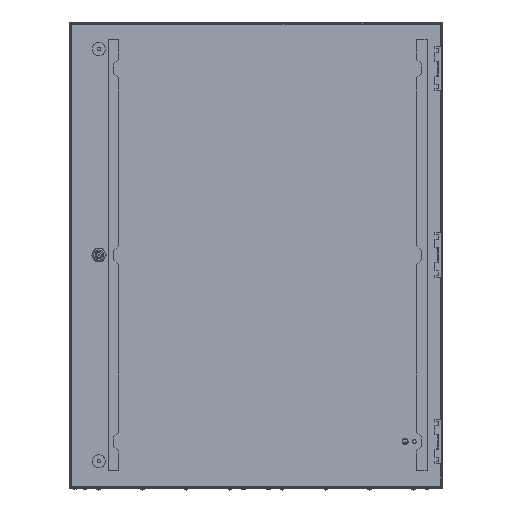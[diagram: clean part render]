
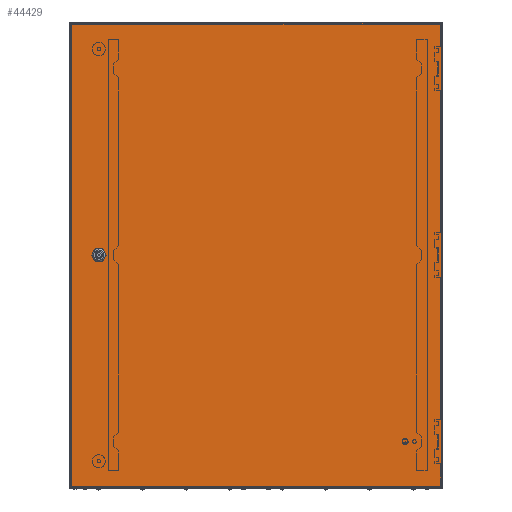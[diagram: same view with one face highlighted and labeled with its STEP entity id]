
A CAD part, top view. The second image highlights one B-rep face of the part: STEP entity #44429.
In plain terms, the highlighted planar face has unit normal (0, 0, 1).
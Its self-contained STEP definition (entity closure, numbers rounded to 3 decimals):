
#859 = CARTESIAN_POINT ( 'NONE',  ( 67.926, 510.05, 17. ) ) ;
#1367 = AXIS2_PLACEMENT_3D ( 'NONE', #61297, #24008, #43100 ) ;
#2223 = LINE ( 'NONE', #52794, #21316 ) ;
#3228 = CARTESIAN_POINT ( 'NONE',  ( 67.926, 489.95, 17. ) ) ;
#4432 = CIRCLE ( 'NONE', #32231, 11.25 ) ;
#5251 = DIRECTION ( 'NONE',  ( -1., 0., 0. ) ) ;
#5510 = EDGE_CURVE ( 'NONE', #35242, #29866, #26405, .T. ) ;
#5772 = CARTESIAN_POINT ( 'NONE',  ( 72.92, 505.056, 17. ) ) ;
#6756 = CIRCLE ( 'NONE', #27939, 11.25 ) ;
#7553 = EDGE_CURVE ( 'NONE', #81993, #44106, #54999, .T. ) ;
#7976 = CIRCLE ( 'NONE', #1367, 11.25 ) ;
#8647 = VECTOR ( 'NONE', #78551, 1000. ) ;
#12346 = CARTESIAN_POINT ( 'NONE',  ( 52.82, 494.944, 17. ) ) ;
#12734 = CARTESIAN_POINT ( 'NONE',  ( 57.814, 489.95, 17. ) ) ;
#13138 = VECTOR ( 'NONE', #46244, 1000. ) ;
#14676 = CARTESIAN_POINT ( 'NONE',  ( 796.87, 997., 17. ) ) ;
#14778 = DIRECTION ( 'NONE',  ( 0., 0., 1. ) ) ;
#14804 = CARTESIAN_POINT ( 'NONE',  ( 52.82, 505.056, 17. ) ) ;
#15850 = EDGE_LOOP ( 'NONE', ( #40018, #79236, #28915, #20209 ) ) ;
#16605 = CARTESIAN_POINT ( 'NONE',  ( 62.87, 500., 17. ) ) ;
#19530 = ORIENTED_EDGE ( 'NONE', *, *, #74783, .F. ) ;
#20209 = ORIENTED_EDGE ( 'NONE', *, *, #7553, .T. ) ;
#20958 = CARTESIAN_POINT ( 'NONE',  ( 62.87, 500., 17. ) ) ;
#21316 = VECTOR ( 'NONE', #65626, 1000. ) ;
#21970 = CARTESIAN_POINT ( 'NONE',  ( 67.926, 489.95, 17. ) ) ;
#22281 = CARTESIAN_POINT ( 'NONE',  ( 2.87, 997., 17. ) ) ;
#23444 = EDGE_CURVE ( 'NONE', #34217, #75414, #4432, .T. ) ;
#24008 = DIRECTION ( 'NONE',  ( 0., 0., 1. ) ) ;
#25514 = CARTESIAN_POINT ( 'NONE',  ( 57.814, 510.05, 17. ) ) ;
#26405 = LINE ( 'NONE', #12346, #69695 ) ;
#27104 = LINE ( 'NONE', #14676, #8647 ) ;
#27939 = AXIS2_PLACEMENT_3D ( 'NONE', #78314, #33525, #40553 ) ;
#28915 = ORIENTED_EDGE ( 'NONE', *, *, #77757, .T. ) ;
#29330 = ORIENTED_EDGE ( 'NONE', *, *, #74942, .F. ) ;
#29866 = VERTEX_POINT ( 'NONE', #78331 ) ;
#30351 = LINE ( 'NONE', #63468, #59657 ) ;
#32231 = AXIS2_PLACEMENT_3D ( 'NONE', #20958, #14778, #40051 ) ;
#33525 = DIRECTION ( 'NONE',  ( 0., 0., 1. ) ) ;
#33830 = ORIENTED_EDGE ( 'NONE', *, *, #23444, .F. ) ;
#34177 = FACE_BOUND ( 'NONE', #69636, .T. ) ;
#34217 = VERTEX_POINT ( 'NONE', #3228 ) ;
#35085 = EDGE_CURVE ( 'NONE', #29866, #75136, #7976, .T. ) ;
#35242 = VERTEX_POINT ( 'NONE', #14804 ) ;
#40018 = ORIENTED_EDGE ( 'NONE', *, *, #56087, .T. ) ;
#40051 = DIRECTION ( 'NONE',  ( 1., 0., 0. ) ) ;
#40130 = VERTEX_POINT ( 'NONE', #61372 ) ;
#40371 = FACE_OUTER_BOUND ( 'NONE', #15850, .T. ) ;
#40553 = DIRECTION ( 'NONE',  ( 1., 0., 0. ) ) ;
#43100 = DIRECTION ( 'NONE',  ( 1., 0., 0. ) ) ;
#43775 = EDGE_CURVE ( 'NONE', #75136, #34217, #63574, .T. ) ;
#44087 = DIRECTION ( 'NONE',  ( -1., 0., 0. ) ) ;
#44106 = VERTEX_POINT ( 'NONE', #22281 ) ;
#44429 = ADVANCED_FACE ( 'NONE', ( #34177, #40371 ), #58209, .T. ) ;
#46244 = DIRECTION ( 'NONE',  ( 1., 0., 0. ) ) ;
#46450 = VERTEX_POINT ( 'NONE', #25514 ) ;
#46614 = CARTESIAN_POINT ( 'NONE',  ( 0., 0., 17. ) ) ;
#47806 = EDGE_CURVE ( 'NONE', #75414, #48075, #30351, .T. ) ;
#48075 = VERTEX_POINT ( 'NONE', #5772 ) ;
#48898 = VECTOR ( 'NONE', #5251, 1000. ) ;
#49869 = VERTEX_POINT ( 'NONE', #64233 ) ;
#50458 = AXIS2_PLACEMENT_3D ( 'NONE', #16605, #72987, #55131 ) ;
#51142 = ORIENTED_EDGE ( 'NONE', *, *, #5510, .F. ) ;
#52794 = CARTESIAN_POINT ( 'NONE',  ( 2.87, 997., 17. ) ) ;
#53838 = ORIENTED_EDGE ( 'NONE', *, *, #43775, .F. ) ;
#54961 = EDGE_CURVE ( 'NONE', #40130, #49869, #59473, .T. ) ;
#54999 = LINE ( 'NONE', #74502, #48898 ) ;
#55131 = DIRECTION ( 'NONE',  ( 1., 0., 0. ) ) ;
#56087 = EDGE_CURVE ( 'NONE', #44106, #40130, #2223, .T. ) ;
#56835 = DIRECTION ( 'NONE',  ( 0., 1., 0. ) ) ;
#58209 = PLANE ( 'NONE',  #67927 ) ;
#58361 = CARTESIAN_POINT ( 'NONE',  ( 796.87, 997., 17. ) ) ;
#59336 = VERTEX_POINT ( 'NONE', #859 ) ;
#59473 = LINE ( 'NONE', #64903, #13138 ) ;
#59657 = VECTOR ( 'NONE', #56835, 1000. ) ;
#61297 = CARTESIAN_POINT ( 'NONE',  ( 62.87, 500., 17. ) ) ;
#61372 = CARTESIAN_POINT ( 'NONE',  ( 2.87, 3., 17. ) ) ;
#61921 = LINE ( 'NONE', #80666, #78767 ) ;
#63468 = CARTESIAN_POINT ( 'NONE',  ( 72.92, 494.944, 17. ) ) ;
#63574 = LINE ( 'NONE', #21970, #71777 ) ;
#64233 = CARTESIAN_POINT ( 'NONE',  ( 796.87, 3., 17. ) ) ;
#64903 = CARTESIAN_POINT ( 'NONE',  ( 2.87, 3., 17. ) ) ;
#65626 = DIRECTION ( 'NONE',  ( 0., -1., 0. ) ) ;
#66756 = EDGE_CURVE ( 'NONE', #59336, #46450, #61921, .T. ) ;
#67927 = AXIS2_PLACEMENT_3D ( 'NONE', #46614, #71862, #77716 ) ;
#69530 = DIRECTION ( 'NONE',  ( 0., -1., 0. ) ) ;
#69636 = EDGE_LOOP ( 'NONE', ( #29330, #75467, #33830, #53838, #72951, #51142, #19530, #81270 ) ) ;
#69695 = VECTOR ( 'NONE', #69530, 1000. ) ;
#71777 = VECTOR ( 'NONE', #76053, 1000. ) ;
#71862 = DIRECTION ( 'NONE',  ( 0., 0., 1. ) ) ;
#72771 = CARTESIAN_POINT ( 'NONE',  ( 72.92, 494.944, 17. ) ) ;
#72951 = ORIENTED_EDGE ( 'NONE', *, *, #35085, .F. ) ;
#72987 = DIRECTION ( 'NONE',  ( 0., 0., 1. ) ) ;
#74502 = CARTESIAN_POINT ( 'NONE',  ( 2.87, 997., 17. ) ) ;
#74783 = EDGE_CURVE ( 'NONE', #46450, #35242, #80933, .T. ) ;
#74942 = EDGE_CURVE ( 'NONE', #48075, #59336, #6756, .T. ) ;
#75136 = VERTEX_POINT ( 'NONE', #12734 ) ;
#75414 = VERTEX_POINT ( 'NONE', #72771 ) ;
#75467 = ORIENTED_EDGE ( 'NONE', *, *, #47806, .F. ) ;
#76053 = DIRECTION ( 'NONE',  ( 1., 0., 0. ) ) ;
#77716 = DIRECTION ( 'NONE',  ( 1., 0., 0. ) ) ;
#77757 = EDGE_CURVE ( 'NONE', #49869, #81993, #27104, .T. ) ;
#78314 = CARTESIAN_POINT ( 'NONE',  ( 62.87, 500., 17. ) ) ;
#78331 = CARTESIAN_POINT ( 'NONE',  ( 52.82, 494.944, 17. ) ) ;
#78551 = DIRECTION ( 'NONE',  ( 0., 1., 0. ) ) ;
#78767 = VECTOR ( 'NONE', #44087, 1000. ) ;
#79236 = ORIENTED_EDGE ( 'NONE', *, *, #54961, .T. ) ;
#80666 = CARTESIAN_POINT ( 'NONE',  ( 67.926, 510.05, 17. ) ) ;
#80933 = CIRCLE ( 'NONE', #50458, 11.25 ) ;
#81270 = ORIENTED_EDGE ( 'NONE', *, *, #66756, .F. ) ;
#81993 = VERTEX_POINT ( 'NONE', #58361 ) ;
